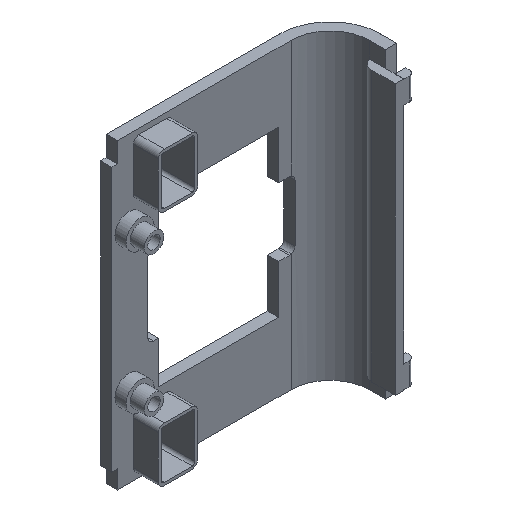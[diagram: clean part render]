
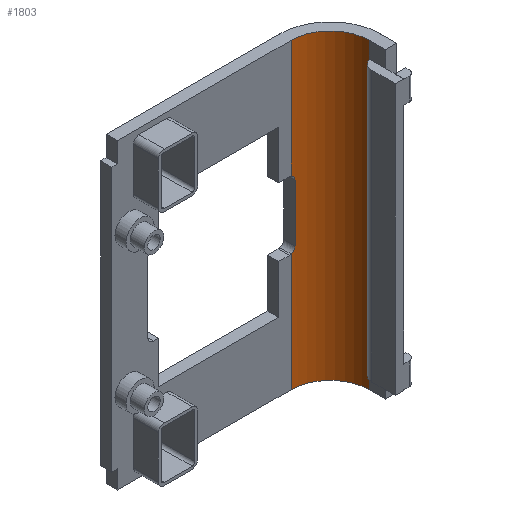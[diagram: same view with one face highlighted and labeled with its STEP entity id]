
A CAD part, isometric view. The second image highlights one B-rep face of the part: STEP entity #1803.
In plain terms, the highlighted cylindrical face has radius 7 mm (diameter 14 mm), a partial arc.
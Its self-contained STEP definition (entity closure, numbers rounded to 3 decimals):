
#16=B_SPLINE_CURVE_WITH_KNOTS('',3,(#2911,#2912,#2913,#2914,#2915,#2916,
#2917,#2918,#2919,#2920),.UNSPECIFIED.,.F.,.F.,(4,2,2,2,4),(0.,0.037,
0.075,0.106,0.141),.UNSPECIFIED.);
#18=B_SPLINE_CURVE_WITH_KNOTS('',3,(#2966,#2967,#2968,#2969,#2970,#2971,
#2972,#2973,#2974,#2975),.UNSPECIFIED.,.F.,.F.,(4,2,2,2,4),(0.,0.046,
0.121,0.162,0.193),.UNSPECIFIED.);
#201=FACE_OUTER_BOUND('',#322,.T.);
#322=EDGE_LOOP('',(#1650,#1651,#1652,#1653,#1654,#1655,#1656,#1657,#1658,
#1659));
#326=LINE('',#2483,#507);
#357=LINE('',#2550,#538);
#365=LINE('',#2566,#546);
#410=LINE('',#2689,#591);
#415=LINE('',#2698,#596);
#468=LINE('',#2926,#649);
#507=VECTOR('',#1978,48.2);
#538=VECTOR('',#2031,20.974);
#546=VECTOR('',#2039,20.975);
#591=VECTOR('',#2148,2.9);
#596=VECTOR('',#2155,2.9);
#649=VECTOR('',#2356,10.16);
#751=CIRCLE('',#1965,7.);
#752=CIRCLE('',#1966,7.);
#753=VERTEX_POINT('',#2476);
#756=VERTEX_POINT('',#2481);
#780=VERTEX_POINT('',#2547);
#781=VERTEX_POINT('',#2549);
#788=VERTEX_POINT('',#2563);
#789=VERTEX_POINT('',#2565);
#835=VERTEX_POINT('',#2688);
#838=VERTEX_POINT('',#2696);
#897=VERTEX_POINT('',#2910);
#899=VERTEX_POINT('',#2925);
#926=EDGE_CURVE('',#753,#756,#326,.T.);
#958=EDGE_CURVE('',#780,#781,#357,.T.);
#966=EDGE_CURVE('',#788,#789,#365,.T.);
#1028=EDGE_CURVE('',#835,#753,#410,.T.);
#1033=EDGE_CURVE('',#756,#838,#415,.T.);
#1117=EDGE_CURVE('',#897,#789,#16,.T.);
#1120=EDGE_CURVE('',#899,#897,#468,.T.);
#1127=EDGE_CURVE('',#780,#899,#18,.T.);
#1172=EDGE_CURVE('',#788,#835,#751,.T.);
#1173=EDGE_CURVE('',#781,#838,#752,.T.);
#1650=ORIENTED_EDGE('',*,*,#1117,.T.);
#1651=ORIENTED_EDGE('',*,*,#966,.F.);
#1652=ORIENTED_EDGE('',*,*,#1172,.T.);
#1653=ORIENTED_EDGE('',*,*,#1028,.T.);
#1654=ORIENTED_EDGE('',*,*,#926,.T.);
#1655=ORIENTED_EDGE('',*,*,#1033,.T.);
#1656=ORIENTED_EDGE('',*,*,#1173,.F.);
#1657=ORIENTED_EDGE('',*,*,#958,.F.);
#1658=ORIENTED_EDGE('',*,*,#1127,.T.);
#1659=ORIENTED_EDGE('',*,*,#1120,.T.);
#1708=CYLINDRICAL_SURFACE('',#1964,7.);
#1803=ADVANCED_FACE('',(#201),#1708,.F.);
#1964=AXIS2_PLACEMENT_3D('',#3062,#2464,#2465);
#1965=AXIS2_PLACEMENT_3D('',#3063,#2466,#2467);
#1966=AXIS2_PLACEMENT_3D('',#3064,#2468,#2469);
#1978=DIRECTION('',(0.,0.,1.));
#2031=DIRECTION('',(0.,0.,1.));
#2039=DIRECTION('',(0.,0.,1.));
#2148=DIRECTION('',(0.,0.,1.));
#2155=DIRECTION('',(0.,0.,1.));
#2356=DIRECTION('',(0.,0.,-1.));
#2464=DIRECTION('center_axis',(0.,0.,1.));
#2465=DIRECTION('ref_axis',(-1.,0.,0.));
#2466=DIRECTION('center_axis',(0.,0.,-1.));
#2467=DIRECTION('ref_axis',(-1.,0.,0.));
#2468=DIRECTION('center_axis',(0.,0.,-1.));
#2469=DIRECTION('ref_axis',(-1.,0.,0.));
#2476=CARTESIAN_POINT('',(21.,36.57,2.9));
#2481=CARTESIAN_POINT('',(21.,36.57,51.1));
#2483=CARTESIAN_POINT('',(21.,36.57,0.));
#2547=CARTESIAN_POINT('',(14.,43.57,33.026));
#2549=CARTESIAN_POINT('',(14.,43.57,54.));
#2550=CARTESIAN_POINT('',(14.,43.57,0.));
#2563=CARTESIAN_POINT('',(14.,43.57,0.));
#2565=CARTESIAN_POINT('',(14.,43.57,20.975));
#2566=CARTESIAN_POINT('',(14.,43.57,0.));
#2688=CARTESIAN_POINT('',(21.,36.57,0.));
#2689=CARTESIAN_POINT('',(21.,36.57,0.));
#2696=CARTESIAN_POINT('',(21.,36.57,54.));
#2698=CARTESIAN_POINT('',(21.,36.57,0.));
#2910=CARTESIAN_POINT('',(14.675,43.537,21.92));
#2911=CARTESIAN_POINT('Ctrl Pts',(14.675,43.537,21.92));
#2912=CARTESIAN_POINT('Ctrl Pts',(14.675,43.537,21.798));
#2913=CARTESIAN_POINT('Ctrl Pts',(14.651,43.54,21.669));
#2914=CARTESIAN_POINT('Ctrl Pts',(14.554,43.548,21.424));
#2915=CARTESIAN_POINT('Ctrl Pts',(14.481,43.554,21.32));
#2916=CARTESIAN_POINT('Ctrl Pts',(14.348,43.562,21.175));
#2917=CARTESIAN_POINT('Ctrl Pts',(14.285,43.564,21.125));
#2918=CARTESIAN_POINT('Ctrl Pts',(14.154,43.569,21.039));
#2919=CARTESIAN_POINT('Ctrl Pts',(14.079,43.57,21.002));
#2920=CARTESIAN_POINT('Ctrl Pts',(14.,43.57,20.975));
#2925=CARTESIAN_POINT('',(14.675,43.537,32.08));
#2926=CARTESIAN_POINT('',(14.675,43.537,0.));
#2966=CARTESIAN_POINT('Ctrl Pts',(14.,43.57,33.026));
#2967=CARTESIAN_POINT('Ctrl Pts',(14.145,43.57,32.976));
#2968=CARTESIAN_POINT('Ctrl Pts',(14.255,43.566,32.901));
#2969=CARTESIAN_POINT('Ctrl Pts',(14.451,43.557,32.732));
#2970=CARTESIAN_POINT('Ctrl Pts',(14.523,43.551,32.618));
#2971=CARTESIAN_POINT('Ctrl Pts',(14.593,43.545,32.481));
#2972=CARTESIAN_POINT('Ctrl Pts',(14.626,43.542,32.407));
#2973=CARTESIAN_POINT('Ctrl Pts',(14.666,43.538,32.234));
#2974=CARTESIAN_POINT('Ctrl Pts',(14.675,43.537,32.157));
#2975=CARTESIAN_POINT('Ctrl Pts',(14.675,43.537,32.08));
#3062=CARTESIAN_POINT('Origin',(14.,36.57,0.));
#3063=CARTESIAN_POINT('Origin',(14.,36.57,0.));
#3064=CARTESIAN_POINT('Origin',(14.,36.57,54.));
